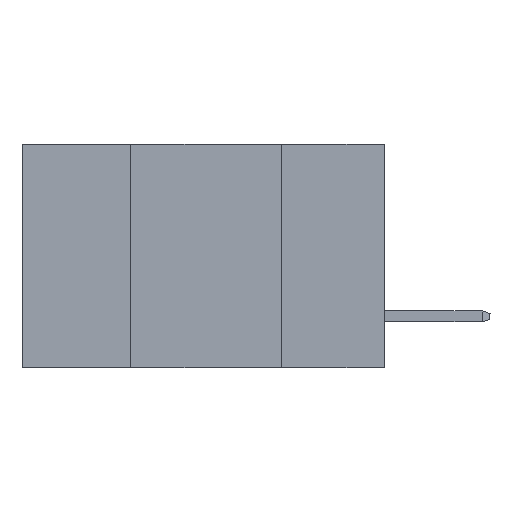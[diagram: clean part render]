
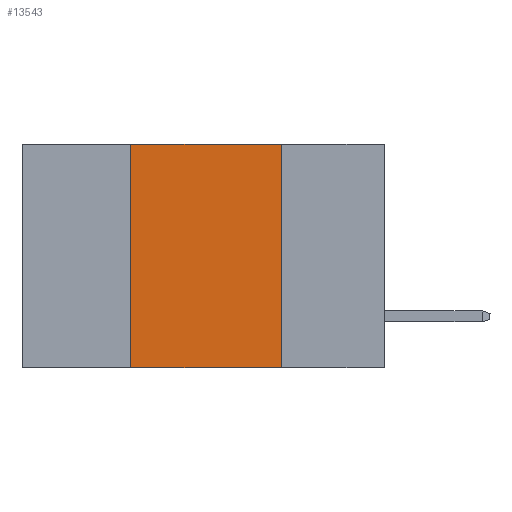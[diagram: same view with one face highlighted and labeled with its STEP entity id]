
A CAD part, left-side view. The second image highlights one B-rep face of the part: STEP entity #13543.
In plain terms, the highlighted planar face has unit normal (-1, 0, 0).
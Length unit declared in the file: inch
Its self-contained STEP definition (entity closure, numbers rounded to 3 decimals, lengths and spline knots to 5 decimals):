
#2898 = DIRECTION ( 'NONE',  ( 0., 0., 1. ) ) ;
#3595 = CARTESIAN_POINT ( 'NONE',  ( 0., 0.6, 0. ) ) ;
#3850 = EDGE_CURVE ( 'NONE', #8731, #16585, #21332, .T. ) ;
#4331 = CARTESIAN_POINT ( 'NONE',  ( 0., 0.17, 0. ) ) ;
#4945 = PLANE ( 'NONE',  #17099 ) ;
#5015 = DIRECTION ( 'NONE',  ( 0., 0., -1. ) ) ;
#6412 = ORIENTED_EDGE ( 'NONE', *, *, #21650, .T. ) ;
#6735 = VECTOR ( 'NONE', #5015, 39.37008 ) ;
#6868 = CARTESIAN_POINT ( 'NONE',  ( 0., 0.42, -0.37 ) ) ;
#6940 = ORIENTED_EDGE ( 'NONE', *, *, #15516, .F. ) ;
#8712 = CARTESIAN_POINT ( 'NONE',  ( 0., 0.6, 0. ) ) ;
#8731 = VERTEX_POINT ( 'NONE', #6868 ) ;
#8844 = LINE ( 'NONE', #12359, #16489 ) ;
#9561 = VECTOR ( 'NONE', #2898, 39.37008 ) ;
#9713 = CARTESIAN_POINT ( 'NONE',  ( 0., 0.17, -0.37 ) ) ;
#11714 = VECTOR ( 'NONE', #16457, 39.37008 ) ;
#12359 = CARTESIAN_POINT ( 'NONE',  ( 0., 0.6, -0.37 ) ) ;
#13543 = ADVANCED_FACE ( 'NONE', ( #14413 ), #4945, .F. ) ;
#14413 = FACE_OUTER_BOUND ( 'NONE', #19141, .T. ) ;
#15516 = EDGE_CURVE ( 'NONE', #16585, #21504, #18511, .T. ) ;
#15562 = CARTESIAN_POINT ( 'NONE',  ( 0., 0.17, -0.37 ) ) ;
#16052 = LINE ( 'NONE', #15562, #6735 ) ;
#16457 = DIRECTION ( 'NONE',  ( 0., -1., 0. ) ) ;
#16489 = VECTOR ( 'NONE', #23480, 39.37008 ) ;
#16585 = VERTEX_POINT ( 'NONE', #22314 ) ;
#17099 = AXIS2_PLACEMENT_3D ( 'NONE', #8712, #23595, #19736 ) ;
#17465 = EDGE_CURVE ( 'NONE', #21504, #19773, #16052, .T. ) ;
#18257 = ORIENTED_EDGE ( 'NONE', *, *, #17465, .F. ) ;
#18511 = LINE ( 'NONE', #3595, #11714 ) ;
#19141 = EDGE_LOOP ( 'NONE', ( #18257, #6940, #20381, #6412 ) ) ;
#19512 = CARTESIAN_POINT ( 'NONE',  ( 0., 0.42, -0.37 ) ) ;
#19736 = DIRECTION ( 'NONE',  ( 0., 0., -1. ) ) ;
#19773 = VERTEX_POINT ( 'NONE', #9713 ) ;
#20381 = ORIENTED_EDGE ( 'NONE', *, *, #3850, .F. ) ;
#21332 = LINE ( 'NONE', #19512, #9561 ) ;
#21504 = VERTEX_POINT ( 'NONE', #4331 ) ;
#21650 = EDGE_CURVE ( 'NONE', #8731, #19773, #8844, .T. ) ;
#22314 = CARTESIAN_POINT ( 'NONE',  ( 0., 0.42, 0. ) ) ;
#23480 = DIRECTION ( 'NONE',  ( 0., -1., 0. ) ) ;
#23595 = DIRECTION ( 'NONE',  ( 1., 0., 0. ) ) ;
